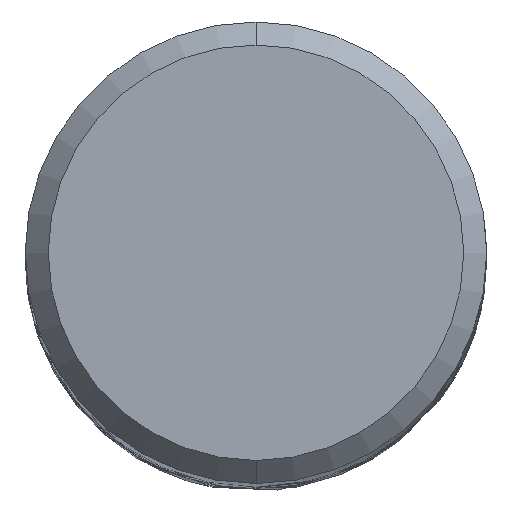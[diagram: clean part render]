
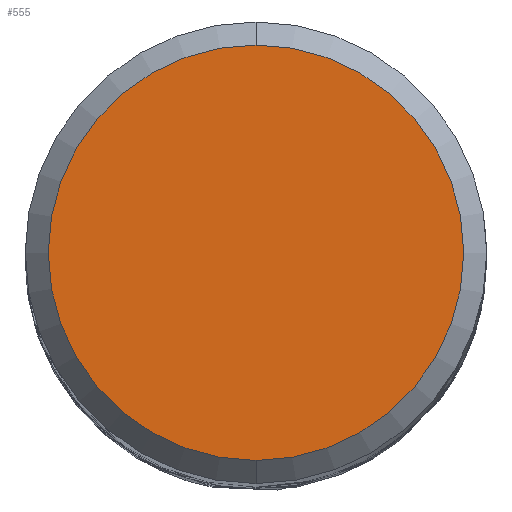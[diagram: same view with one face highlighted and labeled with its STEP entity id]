
A CAD part, top view. The second image highlights one B-rep face of the part: STEP entity #555.
In plain terms, the highlighted planar face has unit normal (0, 0, 1).
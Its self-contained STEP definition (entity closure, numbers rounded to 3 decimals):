
#329=VERTEX_POINT('',#910);
#395=EDGE_CURVE('',#847,#329,#980,.T.);
#555=ADVANCED_FACE('',(#1156),#1157,.T.);
#597=EDGE_CURVE('',#329,#847,#1204,.T.);
#847=VERTEX_POINT('',#1476);
#910=CARTESIAN_POINT('',(0.0,5.4,0.0));
#980=CIRCLE('',#2803,5.4);
#1156=FACE_OUTER_BOUND('',#4316,.T.);
#1157=PLANE('',#4317);
#1204=CIRCLE('',#5313,5.4);
#1476=CARTESIAN_POINT('',(0.,-5.4,0.0));
#2803=AXIS2_PLACEMENT_3D('',#7661,#7662,#7663);
#4316=EDGE_LOOP('',(#7864,#7865));
#4317=AXIS2_PLACEMENT_3D('',#7866,#7867,#7868);
#5313=AXIS2_PLACEMENT_3D('',#7928,#7929,#7930);
#7661=CARTESIAN_POINT('',(0.0,0.0,0.0));
#7662=DIRECTION('',(0.0,0.0,-1.0));
#7663=DIRECTION('',(0.0,1.0,0.0));
#7864=ORIENTED_EDGE('',*,*,#597,.F.);
#7865=ORIENTED_EDGE('',*,*,#395,.F.);
#7866=CARTESIAN_POINT('',(0.0,2.7,0.0));
#7867=DIRECTION('',(-0.0,0.0,1.0));
#7868=DIRECTION('',(0.0,-1.0,0.0));
#7928=CARTESIAN_POINT('',(0.0,0.0,0.0));
#7929=DIRECTION('',(0.0,0.0,-1.0));
#7930=DIRECTION('',(0.0,1.0,0.0));
